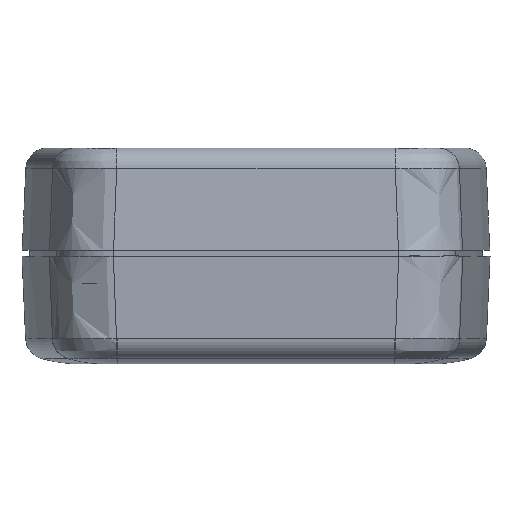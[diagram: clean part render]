
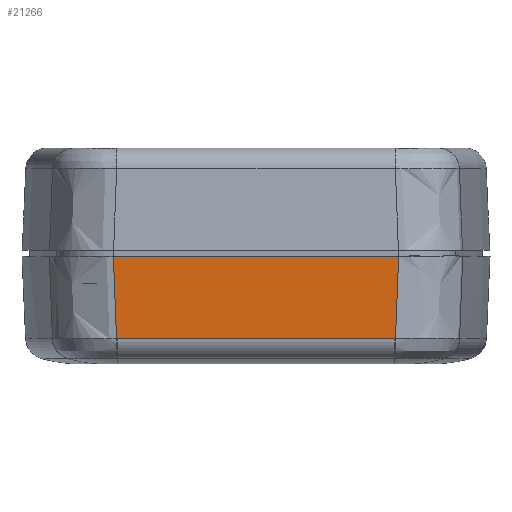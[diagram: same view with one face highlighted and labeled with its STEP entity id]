
A CAD part, left-side view. The second image highlights one B-rep face of the part: STEP entity #21266.
In plain terms, the highlighted face is planar.
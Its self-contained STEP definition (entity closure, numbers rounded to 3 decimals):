
#74 = FACE_OUTER_BOUND ( 'NONE', #14265, .T. ) ;
#608 = VERTEX_POINT ( 'NONE', #22477 ) ;
#756 = LINE ( 'NONE', #23282, #5148 ) ;
#1119 = PLANE ( 'NONE',  #7078 ) ;
#1750 = CARTESIAN_POINT ( 'NONE',  ( 59.79, 19.627, -10.19 ) ) ;
#2503 = CARTESIAN_POINT ( 'NONE',  ( 59.499, 19.375, -3.52 ) ) ;
#2543 = ORIENTED_EDGE ( 'NONE', *, *, #33439, .T. ) ;
#2832 = ORIENTED_EDGE ( 'NONE', *, *, #29411, .T. ) ;
#3097 = CARTESIAN_POINT ( 'NONE',  ( 59.499, 19.242, -3.519 ) ) ;
#4299 = CARTESIAN_POINT ( 'NONE',  ( 60., -19.809, -15. ) ) ;
#4474 = B_SPLINE_CURVE_WITH_KNOTS ( 'NONE', 3,
 ( #2503, #27486, #16895, #3097 ),
 .UNSPECIFIED., .F., .F.,
 ( 4, 4 ),
 ( 0., 0. ),
 .UNSPECIFIED. ) ;
#4544 = CARTESIAN_POINT ( 'NONE',  ( 59.623, 19.483, -6.363 ) ) ;
#5148 = VECTOR ( 'NONE', #18161, 1000. ) ;
#5358 = B_SPLINE_CURVE_WITH_KNOTS ( 'NONE', 3,
 ( #10722, #18820, #18942, #8056 ),
 .UNSPECIFIED., .F., .F.,
 ( 4, 4 ),
 ( 0., 0. ),
 .UNSPECIFIED. ) ;
#5575 = CARTESIAN_POINT ( 'NONE',  ( 59.499, -19.375, -3.52 ) ) ;
#6303 = CARTESIAN_POINT ( 'NONE',  ( 59.685, -19.537, -7.784 ) ) ;
#7078 = AXIS2_PLACEMENT_3D ( 'NONE', #28371, #22805, #31023 ) ;
#8056 = CARTESIAN_POINT ( 'NONE',  ( 59.499, -19.375, -3.52 ) ) ;
#8295 = CARTESIAN_POINT ( 'NONE',  ( 60., 19.809, -15. ) ) ;
#8677 = VERTEX_POINT ( 'NONE', #19826 ) ;
#10199 = VERTEX_POINT ( 'NONE', #34500 ) ;
#10297 = ORIENTED_EDGE ( 'NONE', *, *, #14957, .T. ) ;
#10418 = DIRECTION ( 'NONE',  ( 0., 1., 0. ) ) ;
#10722 = CARTESIAN_POINT ( 'NONE',  ( 59.499, -19.242, -3.519 ) ) ;
#11169 = CARTESIAN_POINT ( 'NONE',  ( 59.499, -19.242, -3.519 ) ) ;
#11965 = CARTESIAN_POINT ( 'NONE',  ( 59.561, -19.429, -4.941 ) ) ;
#12098 = B_SPLINE_CURVE_WITH_KNOTS ( 'NONE', 3,
 ( #26725, #21371, #1750, #15789, #4544, #35067, #15311 ),
 .UNSPECIFIED., .F., .F.,
 ( 4, 3, 4 ),
 ( 0., 0.007, 0.011 ),
 .UNSPECIFIED. ) ;
#12268 = ORIENTED_EDGE ( 'NONE', *, *, #14638, .T. ) ;
#12965 = VECTOR ( 'NONE', #10418, 1000. ) ;
#12973 = CARTESIAN_POINT ( 'NONE',  ( 60., 27.5, -15. ) ) ;
#14265 = EDGE_LOOP ( 'NONE', ( #12268, #2832, #10297, #33029, #16773, #2543 ) ) ;
#14629 = CARTESIAN_POINT ( 'NONE',  ( 59.79, -19.627, -10.19 ) ) ;
#14638 = EDGE_CURVE ( 'NONE', #10199, #19281, #756, .T. ) ;
#14957 = EDGE_CURVE ( 'NONE', #8677, #26548, #22366, .T. ) ;
#15311 = CARTESIAN_POINT ( 'NONE',  ( 59.499, 19.375, -3.52 ) ) ;
#15789 = CARTESIAN_POINT ( 'NONE',  ( 59.685, 19.537, -7.784 ) ) ;
#16773 = ORIENTED_EDGE ( 'NONE', *, *, #31684, .T. ) ;
#16831 = LINE ( 'NONE', #12973, #12965 ) ;
#16895 = CARTESIAN_POINT ( 'NONE',  ( 59.499, 19.287, -3.519 ) ) ;
#17407 = CARTESIAN_POINT ( 'NONE',  ( 60., -19.809, -15. ) ) ;
#18161 = DIRECTION ( 'NONE',  ( 0., -1., 0. ) ) ;
#18820 = CARTESIAN_POINT ( 'NONE',  ( 59.499, -19.287, -3.519 ) ) ;
#18942 = CARTESIAN_POINT ( 'NONE',  ( 59.499, -19.331, -3.519 ) ) ;
#19281 = VERTEX_POINT ( 'NONE', #11169 ) ;
#19826 = CARTESIAN_POINT ( 'NONE',  ( 59.499, -19.375, -3.52 ) ) ;
#21266 = ADVANCED_FACE ( 'NONE', ( #74 ), #1119, .T. ) ;
#21371 = CARTESIAN_POINT ( 'NONE',  ( 59.895, 19.718, -12.595 ) ) ;
#22366 = B_SPLINE_CURVE_WITH_KNOTS ( 'NONE', 3,
 ( #5575, #11965, #24966, #6303, #14629, #34036, #17407 ),
 .UNSPECIFIED., .F., .F.,
 ( 4, 3, 4 ),
 ( 0.004, 0.008, 0.015 ),
 .UNSPECIFIED. ) ;
#22477 = CARTESIAN_POINT ( 'NONE',  ( 59.499, 19.375, -3.52 ) ) ;
#22805 = DIRECTION ( 'NONE',  ( 0.999, 0., 0.044 ) ) ;
#23282 = CARTESIAN_POINT ( 'NONE',  ( 59.499, 27.5, -3.519 ) ) ;
#24966 = CARTESIAN_POINT ( 'NONE',  ( 59.623, -19.483, -6.363 ) ) ;
#25004 = EDGE_CURVE ( 'NONE', #26548, #33924, #16831, .T. ) ;
#26548 = VERTEX_POINT ( 'NONE', #4299 ) ;
#26725 = CARTESIAN_POINT ( 'NONE',  ( 60., 19.809, -15. ) ) ;
#27486 = CARTESIAN_POINT ( 'NONE',  ( 59.499, 19.331, -3.519 ) ) ;
#28371 = CARTESIAN_POINT ( 'NONE',  ( 60., 27.5, -15. ) ) ;
#29411 = EDGE_CURVE ( 'NONE', #19281, #8677, #5358, .T. ) ;
#31023 = DIRECTION ( 'NONE',  ( 0.044, 0., -0.999 ) ) ;
#31684 = EDGE_CURVE ( 'NONE', #33924, #608, #12098, .T. ) ;
#33029 = ORIENTED_EDGE ( 'NONE', *, *, #25004, .T. ) ;
#33439 = EDGE_CURVE ( 'NONE', #608, #10199, #4474, .T. ) ;
#33924 = VERTEX_POINT ( 'NONE', #8295 ) ;
#34036 = CARTESIAN_POINT ( 'NONE',  ( 59.895, -19.718, -12.595 ) ) ;
#34500 = CARTESIAN_POINT ( 'NONE',  ( 59.499, 19.242, -3.519 ) ) ;
#35067 = CARTESIAN_POINT ( 'NONE',  ( 59.561, 19.429, -4.941 ) ) ;
